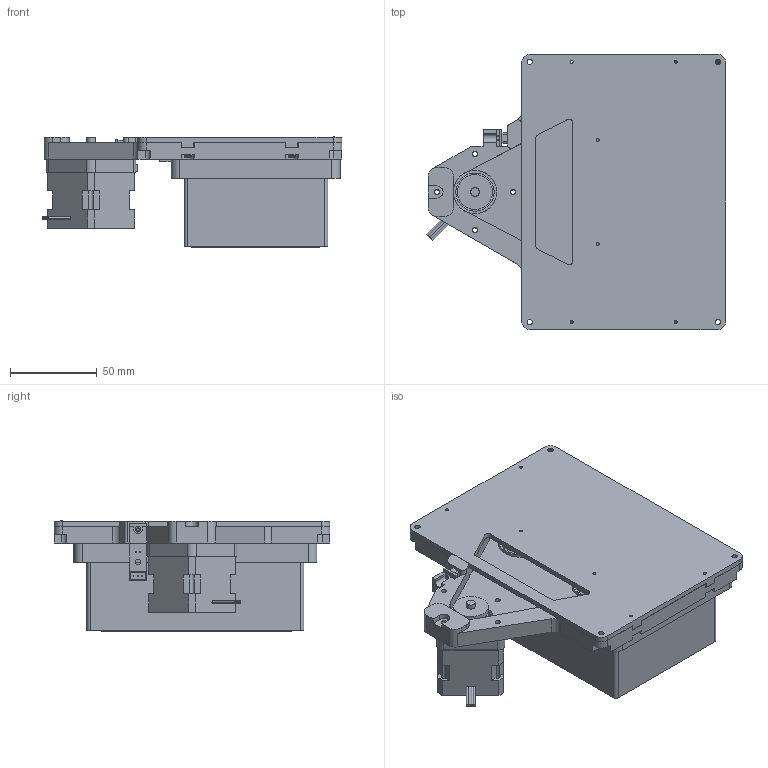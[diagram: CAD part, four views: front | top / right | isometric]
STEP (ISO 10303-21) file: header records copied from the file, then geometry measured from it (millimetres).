
FILE_DESCRIPTION(/* description */ (''),/* implementation_level */ '2;1');
FILE_NAME(/* name */ 'plate_shaker v9.step',/* time_stamp */ '2020-08-20T12:28:40-07:00',/* author */ (''),/* organization */ (''),/* preprocessor_version */ 'ST-DEVELOPER v18.1',/* originating_system */ 'Autodesk Translation Framework v9.3.0.1241',/* authorisation */ '');
FILE_SCHEMA (('AUTOMOTIVE_DESIGN { 1 0 10303 214 3 1 1 }'));
Length unit declared in the file: millimetre
Products named in the file (11): plate_shaker; stepper_motor_parametric; 24_well_plate; bearing_7804K109; platform; rotor1; rotor2; rotorcap1; rotorcap2; small_plastite; Optical endstop v3
Assembly tree (16 placements, depth 2):
  plate_shaker
    stepper_motor_parametric
    24_well_plate
    bearing_7804K109  x2
    platform
    rotor1
    rotor2
    rotorcap1
    rotorcap2
    small_plastite  x6
    Optical endstop v3
Bounding box: 172.57 x 159 x 63.6 mm (x, y, z)
Volume: 557160 mm3; surface area: 251079.6 mm2
Topology: 53 solids, 53 shells, 851 faces, 2122 edges, 1390 vertices
Faces by surface type: plane 551, cylinder 231, sphere 24, torus 19, cone 14, bspline 12
Full cylindrical faces by diameter (mm): 1.35 x1, 1.55 x24, 1.7 x9, 2.3 x2, 2.4 x2, 2.45 x4, 2.7 x4, 3 x12, 3.3 x4, 4 x4, 4.2 x6, 4.6 x2, 4.95 x1, 5 x5, 6 x2, 6.4 x2, 8 x4, 8.709 x8, 10 x1, 10.291 x8, 11 x2, 11.4 x2, 12 x2, 14 x4, 20 x2, 22 x1, 25 x5, 25.6 x2, 28 x1
Entity records: 20813 total; most frequent: CARTESIAN_POINT 4205, DIRECTION 3344, ORIENTED_EDGE 3250, EDGE_CURVE 1625, LINE 1228, VECTOR 1228, VERTEX_POINT 1085, AXIS2_PLACEMENT_3D 1058
